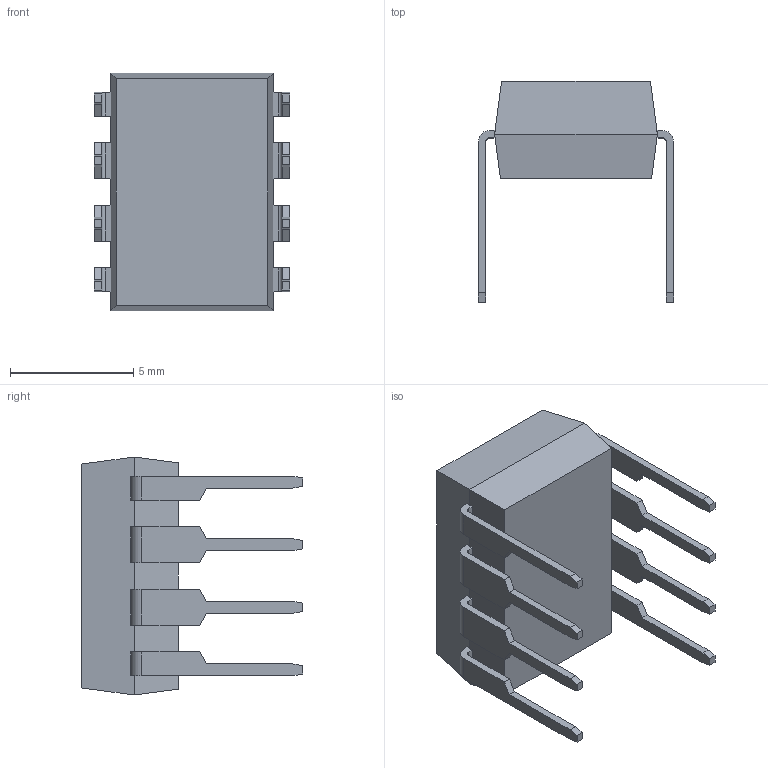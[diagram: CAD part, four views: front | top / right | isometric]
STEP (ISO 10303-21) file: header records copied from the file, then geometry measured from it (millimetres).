
FILE_DESCRIPTION (( 'STEP AP214' ), '1' );
FILE_NAME ('MID400.STEP', '2022-02-21T02:39:24', ( '' ), ( '' ), 'SwSTEP 2.0', 'SolidWorks 2017', '' );
FILE_SCHEMA (( 'AUTOMOTIVE_DESIGN' ));
Length unit declared in the file: millimetre
Products named in the file (1): MID400
Bounding box: 7.92 x 8.98 x 9.65 mm (x, y, z)
Volume: 248.8 mm3; surface area: 370.8 mm2
Topology: 10 solids, 10 shells, 145 faces, 368 edges, 244 vertices
Faces by surface type: plane 125, cylinder 20
Entity records: 4425 total; most frequent: CARTESIAN_POINT 758, ORIENTED_EDGE 736, DIRECTION 700, EDGE_CURVE 368, VECTOR 328, LINE 328, VERTEX_POINT 244, AXIS2_PLACEMENT_3D 186
